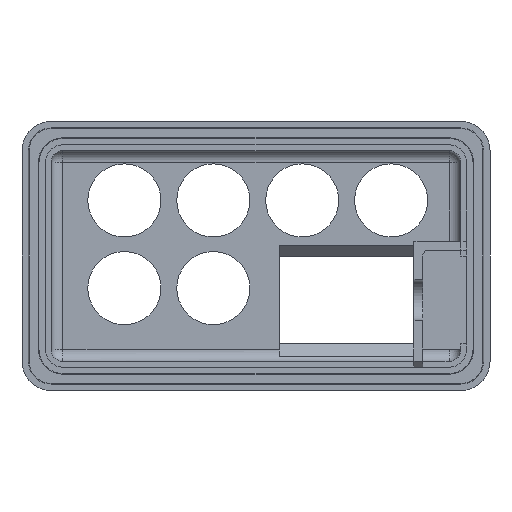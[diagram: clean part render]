
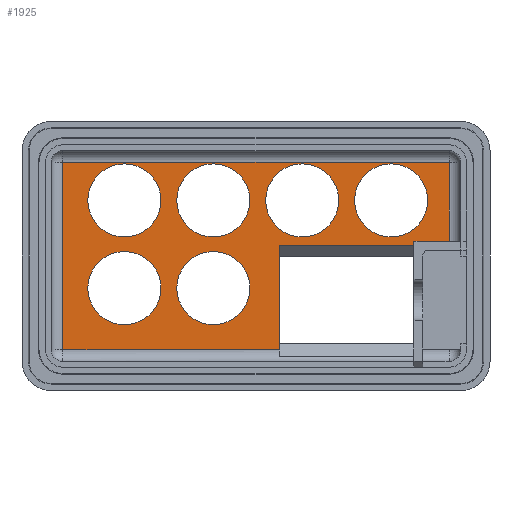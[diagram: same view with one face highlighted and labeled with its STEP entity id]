
A CAD part, front view. The second image highlights one B-rep face of the part: STEP entity #1925.
In plain terms, the highlighted planar face has unit normal (0, -1, 0).
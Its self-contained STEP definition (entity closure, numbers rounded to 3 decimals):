
#42=FACE_BOUND('',#330,.T.);
#43=FACE_BOUND('',#331,.T.);
#44=FACE_BOUND('',#332,.T.);
#45=FACE_BOUND('',#333,.T.);
#46=FACE_BOUND('',#334,.T.);
#47=FACE_BOUND('',#335,.T.);
#110=PLANE('',#2115);
#214=FACE_OUTER_BOUND('',#329,.T.);
#329=EDGE_LOOP('',(#1783,#1784,#1785,#1786,#1787,#1788,#1789,#1790));
#330=EDGE_LOOP('',(#1791));
#331=EDGE_LOOP('',(#1792));
#332=EDGE_LOOP('',(#1793));
#333=EDGE_LOOP('',(#1794));
#334=EDGE_LOOP('',(#1795));
#335=EDGE_LOOP('',(#1796));
#420=LINE('',#2872,#620);
#426=LINE('',#2883,#626);
#438=LINE('',#2912,#638);
#440=LINE('',#2920,#640);
#442=LINE('',#2930,#642);
#444=LINE('',#2938,#644);
#453=LINE('',#2962,#653);
#463=LINE('',#3005,#663);
#620=VECTOR('',#2288,10.);
#626=VECTOR('',#2300,10.);
#638=VECTOR('',#2326,10.);
#640=VECTOR('',#2334,10.);
#642=VECTOR('',#2346,10.);
#644=VECTOR('',#2356,10.);
#653=VECTOR('',#2387,10.);
#663=VECTOR('',#2437,10.);
#765=CIRCLE('',#2019,6.25);
#767=CIRCLE('',#2022,6.25);
#769=CIRCLE('',#2025,6.25);
#771=CIRCLE('',#2028,6.25);
#773=CIRCLE('',#2031,6.25);
#775=CIRCLE('',#2034,6.25);
#879=VERTEX_POINT('',#2868);
#881=VERTEX_POINT('',#2871);
#883=VERTEX_POINT('',#2882);
#893=VERTEX_POINT('',#2910);
#896=VERTEX_POINT('',#2918);
#899=VERTEX_POINT('',#2928);
#901=VERTEX_POINT('',#2936);
#904=VERTEX_POINT('',#2958);
#908=VERTEX_POINT('',#2970);
#910=VERTEX_POINT('',#2976);
#912=VERTEX_POINT('',#2982);
#914=VERTEX_POINT('',#2988);
#916=VERTEX_POINT('',#2994);
#918=VERTEX_POINT('',#3000);
#1080=EDGE_CURVE('',#881,#879,#420,.T.);
#1086=EDGE_CURVE('',#883,#881,#426,.T.);
#1101=EDGE_CURVE('',#893,#879,#438,.T.);
#1105=EDGE_CURVE('',#896,#893,#440,.T.);
#1110=EDGE_CURVE('',#899,#896,#442,.T.);
#1114=EDGE_CURVE('',#901,#899,#444,.T.);
#1126=EDGE_CURVE('',#883,#904,#453,.T.);
#1131=EDGE_CURVE('',#908,#908,#765,.T.);
#1134=EDGE_CURVE('',#910,#910,#767,.T.);
#1137=EDGE_CURVE('',#912,#912,#769,.T.);
#1140=EDGE_CURVE('',#914,#914,#771,.T.);
#1143=EDGE_CURVE('',#916,#916,#773,.T.);
#1146=EDGE_CURVE('',#918,#918,#775,.T.);
#1148=EDGE_CURVE('',#901,#904,#463,.T.);
#1783=ORIENTED_EDGE('',*,*,#1080,.T.);
#1784=ORIENTED_EDGE('',*,*,#1101,.F.);
#1785=ORIENTED_EDGE('',*,*,#1105,.F.);
#1786=ORIENTED_EDGE('',*,*,#1110,.F.);
#1787=ORIENTED_EDGE('',*,*,#1114,.F.);
#1788=ORIENTED_EDGE('',*,*,#1148,.T.);
#1789=ORIENTED_EDGE('',*,*,#1126,.F.);
#1790=ORIENTED_EDGE('',*,*,#1086,.T.);
#1791=ORIENTED_EDGE('',*,*,#1131,.T.);
#1792=ORIENTED_EDGE('',*,*,#1134,.T.);
#1793=ORIENTED_EDGE('',*,*,#1137,.T.);
#1794=ORIENTED_EDGE('',*,*,#1140,.T.);
#1795=ORIENTED_EDGE('',*,*,#1143,.T.);
#1796=ORIENTED_EDGE('',*,*,#1146,.T.);
#1925=ADVANCED_FACE('',(#214,#42,#43,#44,#45,#46,#47),#110,.F.);
#2019=AXIS2_PLACEMENT_3D('',#2972,#2397,#2398);
#2022=AXIS2_PLACEMENT_3D('',#2978,#2404,#2405);
#2025=AXIS2_PLACEMENT_3D('',#2984,#2411,#2412);
#2028=AXIS2_PLACEMENT_3D('',#2990,#2418,#2419);
#2031=AXIS2_PLACEMENT_3D('',#2996,#2425,#2426);
#2034=AXIS2_PLACEMENT_3D('',#3002,#2432,#2433);
#2115=AXIS2_PLACEMENT_3D('',#3219,#2668,#2669);
#2288=DIRECTION('',(1.,0.,0.));
#2300=DIRECTION('',(0.,0.,1.));
#2326=DIRECTION('',(0.,0.,-1.));
#2334=DIRECTION('',(1.,0.,0.));
#2346=DIRECTION('',(0.,0.,1.));
#2356=DIRECTION('',(-1.,0.,0.));
#2387=DIRECTION('',(-1.,0.,0.));
#2397=DIRECTION('center_axis',(0.,1.,0.));
#2398=DIRECTION('ref_axis',(-1.,0.,0.));
#2404=DIRECTION('center_axis',(0.,1.,0.));
#2405=DIRECTION('ref_axis',(-1.,0.,0.));
#2411=DIRECTION('center_axis',(0.,1.,0.));
#2412=DIRECTION('ref_axis',(-1.,0.,0.));
#2418=DIRECTION('center_axis',(0.,1.,0.));
#2419=DIRECTION('ref_axis',(-1.,0.,0.));
#2425=DIRECTION('center_axis',(0.,1.,0.));
#2426=DIRECTION('ref_axis',(-1.,0.,0.));
#2432=DIRECTION('center_axis',(0.,1.,0.));
#2433=DIRECTION('ref_axis',(-1.,0.,0.));
#2437=DIRECTION('',(0.,0.,1.));
#2668=DIRECTION('center_axis',(0.,1.,0.));
#2669=DIRECTION('ref_axis',(0.,0.,1.));
#2868=CARTESIAN_POINT('',(70.,-5.,-14.5));
#2871=CARTESIAN_POINT('',(64.,-5.,-14.5));
#2872=CARTESIAN_POINT('',(54.5,-5.,-14.5));
#2882=CARTESIAN_POINT('',(64.,-5.,-15.2));
#2883=CARTESIAN_POINT('',(64.,-5.,-15.75));
#2910=CARTESIAN_POINT('',(70.,-5.,-1.));
#2912=CARTESIAN_POINT('',(70.,-5.,-9.));
#2918=CARTESIAN_POINT('',(4.,-5.,-1.));
#2920=CARTESIAN_POINT('',(20.5,-5.,-1.));
#2928=CARTESIAN_POINT('',(4.,-5.,-33.));
#2930=CARTESIAN_POINT('',(4.,-5.,-25.));
#2936=CARTESIAN_POINT('',(41.,-5.,-33.));
#2938=CARTESIAN_POINT('',(53.5,-5.,-33.));
#2958=CARTESIAN_POINT('',(41.,-5.,-15.2));
#2962=CARTESIAN_POINT('',(50.5,-5.,-15.2));
#2970=CARTESIAN_POINT('',(51.15,-5.,-7.5));
#2972=CARTESIAN_POINT('Origin',(44.9,-5.,-7.5));
#2976=CARTESIAN_POINT('',(20.75,-5.,-22.5));
#2978=CARTESIAN_POINT('Origin',(14.5,-5.,-22.5));
#2982=CARTESIAN_POINT('',(35.95,-5.,-7.5));
#2984=CARTESIAN_POINT('Origin',(29.7,-5.,-7.5));
#2988=CARTESIAN_POINT('',(66.35,-5.,-7.5));
#2990=CARTESIAN_POINT('Origin',(60.1,-5.,-7.5));
#2994=CARTESIAN_POINT('',(20.75,-5.,-7.5));
#2996=CARTESIAN_POINT('Origin',(14.5,-5.,-7.5));
#3000=CARTESIAN_POINT('',(35.95,-5.,-22.5));
#3002=CARTESIAN_POINT('Origin',(29.7,-5.,-22.5));
#3005=CARTESIAN_POINT('',(41.,-5.,-17.));
#3219=CARTESIAN_POINT('Origin',(37.,-5.,-17.));
